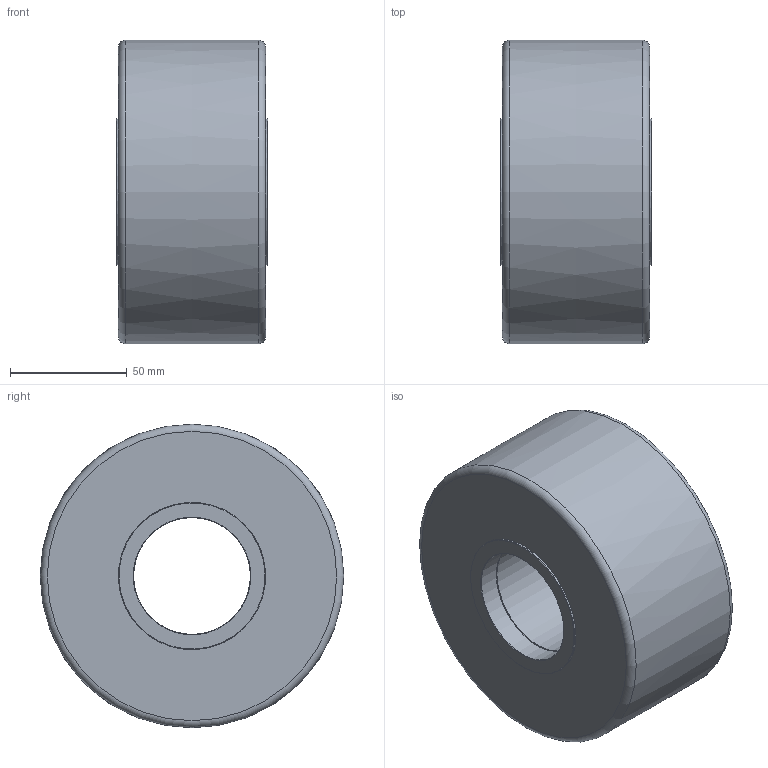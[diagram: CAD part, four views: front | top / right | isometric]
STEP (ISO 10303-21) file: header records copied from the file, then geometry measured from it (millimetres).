
FILE_DESCRIPTION(/* description */ ('-'),/* implementation_level */ '2;1');
FILE_NAME(/* name */ 'ALFATEC_SR050-130.stp',/* time_stamp */ '2022-07-07T14:25:04+02:00',/* author */ ('seider'),/* organization */ (''),/* preprocessor_version */ 'ST-DEVELOPER v18.1',/* originating_system */ 'Autodesk Inventor 2020',/* authorisation */ '');
FILE_SCHEMA (('AUTOMOTIVE_DESIGN { 1 0 10303 214 3 1 1 }'));
Length unit declared in the file: millimetre
Products named in the file (1): SR 050.130_Kontur
Bounding box: 65 x 130 x 130 mm (x, y, z)
Volume: 606909.5 mm3; surface area: 113900.3 mm2
Topology: 1 solids, 1 shells, 158 faces, 565 edges, 360 vertices
Faces by surface type: cylinder 61, torus 46, plane 36, cone 14, bspline 1
Full cylindrical faces by diameter (mm): 2.5 x1, 50 x3, 63 x4, 67.334 x2, 75.75 x2, 80 x3
Entity records: 7559 total; most frequent: CARTESIAN_POINT 1870, DIRECTION 1264, ORIENTED_EDGE 1226, EDGE_CURVE 613, AXIS2_PLACEMENT_3D 565, CIRCLE 407, VERTEX_POINT 360, EDGE_LOOP 189
